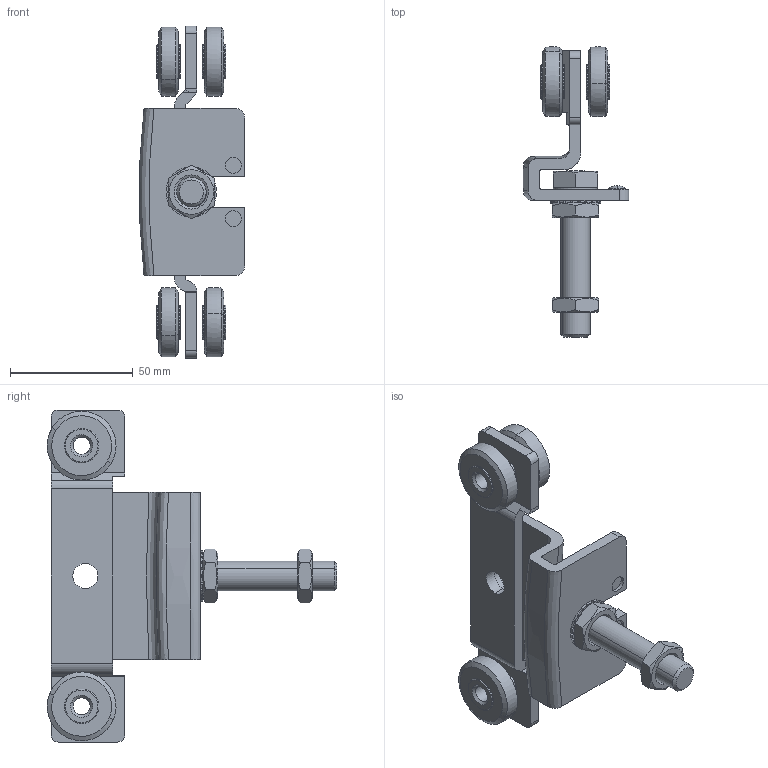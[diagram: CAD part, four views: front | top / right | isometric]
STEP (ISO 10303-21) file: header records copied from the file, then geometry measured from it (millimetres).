
FILE_DESCRIPTION (( 'STEP AP203' ), '1' );
FILE_NAME ('1.23.R91.STEP', '2017-02-22T08:10:08', ( '' ), ( '' ), 'SwSTEP 2.0', 'SolidWorks 2017', '' );
FILE_SCHEMA (( 'CONFIG_CONTROL_DESIGN' ));
Length unit declared in the file: millimetre
Products named in the file (1): 1.23.R91
Bounding box: 43 x 117.87 x 135 mm (x, y, z)
Volume: 77212 mm3; surface area: 44160.4 mm2
Topology: 31 solids, 31 shells, 497 faces, 1149 edges, 731 vertices
Faces by surface type: plane 211, cylinder 167, cone 73, torus 30, bspline 16
Entity records: 22140 total; most frequent: CARTESIAN_POINT 10789, DIRECTION 2364, ORIENTED_EDGE 2290, EDGE_CURVE 1145, AXIS2_PLACEMENT_3D 953, VERTEX_POINT 731, EDGE_LOOP 582, FACE_OUTER_BOUND 497
